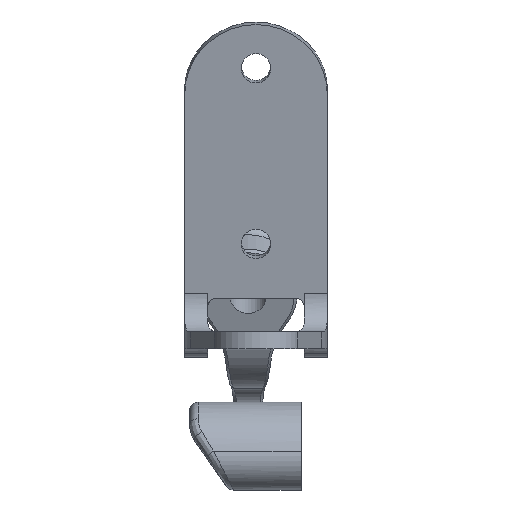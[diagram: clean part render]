
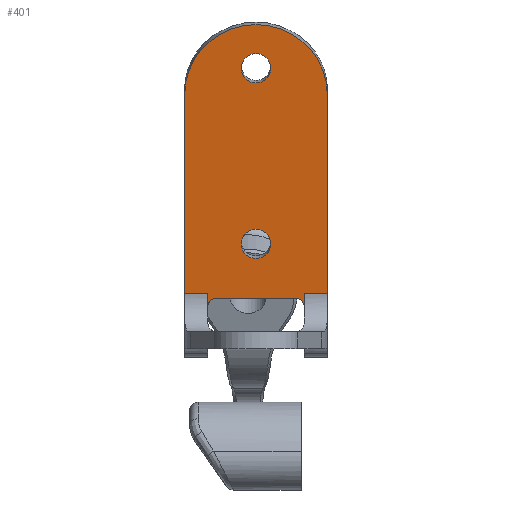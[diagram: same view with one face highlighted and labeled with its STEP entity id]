
A CAD part, left-side view. The second image highlights one B-rep face of the part: STEP entity #401.
In plain terms, the highlighted planar face has unit normal (-0.988, 0, -0.156).
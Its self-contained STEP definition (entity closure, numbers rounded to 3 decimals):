
#181=PLANE('',#3524);
#211=FACE_BOUND('',#860,.T.);
#212=FACE_BOUND('',#861,.T.);
#213=FACE_BOUND('',#862,.T.);
#401=ADVANCED_FACE('',(#211,#212,#213),#181,.F.);
#860=EDGE_LOOP('',(#1940));
#861=EDGE_LOOP('',(#1941));
#862=EDGE_LOOP('',(#1942,#1943,#1944,#1945,#1946,#1947,#1948,#1949,#1950,
#1951));
#1074=ELLIPSE('',#3522,1.519,1.5);
#1075=ELLIPSE('',#3523,1.519,1.5);
#1171=CIRCLE('',#3519,2.621);
#1172=CIRCLE('',#3520,2.621);
#1173=CIRCLE('',#3521,12.7);
#1940=ORIENTED_EDGE('',*,*,#2837,.F.);
#1941=ORIENTED_EDGE('',*,*,#2838,.F.);
#1942=ORIENTED_EDGE('',*,*,#2839,.T.);
#1943=ORIENTED_EDGE('',*,*,#2840,.T.);
#1944=ORIENTED_EDGE('',*,*,#2841,.T.);
#1945=ORIENTED_EDGE('',*,*,#2842,.T.);
#1946=ORIENTED_EDGE('',*,*,#2843,.T.);
#1947=ORIENTED_EDGE('',*,*,#2819,.F.);
#1948=ORIENTED_EDGE('',*,*,#2844,.T.);
#1949=ORIENTED_EDGE('',*,*,#2845,.T.);
#1950=ORIENTED_EDGE('',*,*,#2846,.T.);
#1951=ORIENTED_EDGE('',*,*,#2847,.F.);
#2385=VERTEX_POINT('',#6343);
#2386=VERTEX_POINT('',#6344);
#2398=VERTEX_POINT('',#6380);
#2399=VERTEX_POINT('',#6382);
#2400=VERTEX_POINT('',#6384);
#2401=VERTEX_POINT('',#6385);
#2402=VERTEX_POINT('',#6387);
#2403=VERTEX_POINT('',#6389);
#2404=VERTEX_POINT('',#6391);
#2405=VERTEX_POINT('',#6394);
#2406=VERTEX_POINT('',#6396);
#2407=VERTEX_POINT('',#6398);
#2819=EDGE_CURVE('',#2385,#2386,#3054,.T.);
#2837=EDGE_CURVE('',#2398,#2398,#1171,.T.);
#2838=EDGE_CURVE('',#2399,#2399,#1172,.T.);
#2839=EDGE_CURVE('',#2400,#2401,#1173,.T.);
#2840=EDGE_CURVE('',#2401,#2402,#3064,.T.);
#2841=EDGE_CURVE('',#2402,#2403,#3065,.T.);
#2842=EDGE_CURVE('',#2403,#2404,#3066,.T.);
#2843=EDGE_CURVE('',#2404,#2386,#1074,.T.);
#2844=EDGE_CURVE('',#2385,#2405,#1075,.T.);
#2845=EDGE_CURVE('',#2405,#2406,#3067,.T.);
#2846=EDGE_CURVE('',#2406,#2407,#3068,.T.);
#2847=EDGE_CURVE('',#2400,#2407,#3069,.T.);
#3054=LINE('',#6342,#3234);
#3064=LINE('',#6386,#3244);
#3065=LINE('',#6388,#3245);
#3066=LINE('',#6390,#3246);
#3067=LINE('',#6395,#3247);
#3068=LINE('',#6397,#3248);
#3069=LINE('',#6399,#3249);
#3234=VECTOR('',#4170,1.);
#3244=VECTOR('',#4214,1.);
#3245=VECTOR('',#4215,1.);
#3246=VECTOR('',#4216,1.);
#3247=VECTOR('',#4221,1.);
#3248=VECTOR('',#4222,1.);
#3249=VECTOR('',#4223,1.);
#3519=AXIS2_PLACEMENT_3D('',#6379,#4208,#4209);
#3520=AXIS2_PLACEMENT_3D('',#6381,#4210,#4211);
#3521=AXIS2_PLACEMENT_3D('',#6383,#4212,#4213);
#3522=AXIS2_PLACEMENT_3D('',#6392,#4217,#4218);
#3523=AXIS2_PLACEMENT_3D('',#6393,#4219,#4220);
#3524=AXIS2_PLACEMENT_3D('',#6400,#4224,#4225);
#4170=DIRECTION('',(0.,1.,0.));
#4208=DIRECTION('',(-0.988,0.,-0.156));
#4209=DIRECTION('',(-0.156,0.,0.988));
#4210=DIRECTION('',(-0.988,0.,-0.156));
#4211=DIRECTION('',(-0.156,0.,0.988));
#4212=DIRECTION('',(-0.988,0.,-0.156));
#4213=DIRECTION('',(-0.156,0.,0.988));
#4214=DIRECTION('',(0.156,0.,-0.988));
#4215=DIRECTION('',(0.,-1.,0.));
#4216=DIRECTION('',(0.156,0.,-0.988));
#4217=DIRECTION('',(0.988,0.,0.156));
#4218=DIRECTION('',(-0.156,0.,0.988));
#4219=DIRECTION('',(0.988,0.,0.156));
#4220=DIRECTION('',(0.156,0.,-0.988));
#4221=DIRECTION('',(-0.156,0.,0.988));
#4222=DIRECTION('',(0.,-1.,0.));
#4223=DIRECTION('',(0.156,0.,-0.988));
#4224=DIRECTION('',(0.988,0.,0.156));
#4225=DIRECTION('',(-0.156,0.,0.988));
#6342=CARTESIAN_POINT('',(6781.772,355.796,2353.282));
#6343=CARTESIAN_POINT('',(6781.772,361.439,2353.282));
#6344=CARTESIAN_POINT('',(6781.772,375.552,2353.282));
#6379=CARTESIAN_POINT('',(6775.304,368.496,2394.118));
#6380=CARTESIAN_POINT('',(6774.894,368.496,2396.707));
#6381=CARTESIAN_POINT('',(6780.248,368.496,2362.905));
#6382=CARTESIAN_POINT('',(6779.838,368.496,2365.493));
#6383=CARTESIAN_POINT('',(6776.061,368.496,2389.341));
#6384=CARTESIAN_POINT('',(6776.061,355.796,2389.341));
#6385=CARTESIAN_POINT('',(6776.061,381.196,2389.341));
#6386=CARTESIAN_POINT('',(6774.074,381.196,2401.885));
#6387=CARTESIAN_POINT('',(6781.639,381.196,2354.123));
#6388=CARTESIAN_POINT('',(6781.639,355.796,2354.123));
#6389=CARTESIAN_POINT('',(6781.639,377.052,2354.123));
#6390=CARTESIAN_POINT('',(6774.074,377.052,2401.885));
#6391=CARTESIAN_POINT('',(6782.01,377.052,2351.782));
#6392=CARTESIAN_POINT('',(6782.01,375.552,2351.782));
#6393=CARTESIAN_POINT('',(6782.01,361.439,2351.782));
#6394=CARTESIAN_POINT('',(6782.01,359.939,2351.782));
#6395=CARTESIAN_POINT('',(6782.516,359.939,2348.589));
#6396=CARTESIAN_POINT('',(6781.639,359.939,2354.123));
#6397=CARTESIAN_POINT('',(6781.639,355.796,2354.123));
#6398=CARTESIAN_POINT('',(6781.639,355.796,2354.123));
#6399=CARTESIAN_POINT('',(6774.074,355.796,2401.885));
#6400=CARTESIAN_POINT('',(6774.074,355.796,2401.885));
